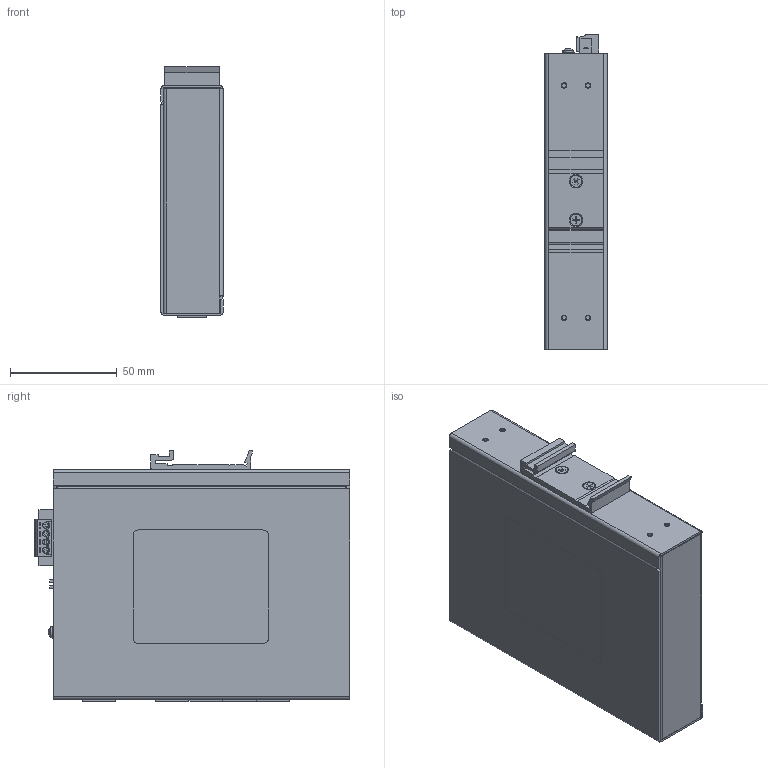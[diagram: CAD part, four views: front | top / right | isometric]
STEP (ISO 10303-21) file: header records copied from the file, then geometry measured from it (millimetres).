
FILE_DESCRIPTION (( 'STEP AP214' ), '1' );
FILE_NAME ('SE2-SWP5UG-T.STEP', '2018-06-28T19:53:38', ( '' ), ( '' ), 'SwSTEP 2.0', 'SolidWorks 2017', '' );
FILE_SCHEMA (( 'AUTOMOTIVE_DESIGN' ));
Length unit declared in the file: inch
Products named in the file (1): SE2-SWP5UG-T
Bounding box: 29.15 x 147.98 x 117.56 mm (x, y, z)
Volume: 59632.6 mm3; surface area: 115554.5 mm2
Topology: 16 solids, 16 shells, 780 faces, 1920 edges, 1241 vertices
Faces by surface type: plane 591, cylinder 160, cone 19, bspline 10
Full cylindrical faces by diameter (mm): 1.143 x4, 1.651 x4, 1.905 x4, 1.956 x1, 2.05 x12, 2.5 x1, 2.692 x4, 2.794 x4, 2.8 x1, 3 x2, 3.4 x2, 3.835 x2, 3.937 x2, 5 x1, 5.5 x2
Entity records: 32768 total; most frequent: CARTESIAN_POINT 4246, ORIENTED_EDGE 3676, DIRECTION 3595, EDGE_CURVE 1838, VECTOR 1479, LINE 1479, VERTEX_POINT 1225, AXIS2_PLACEMENT_3D 1058
